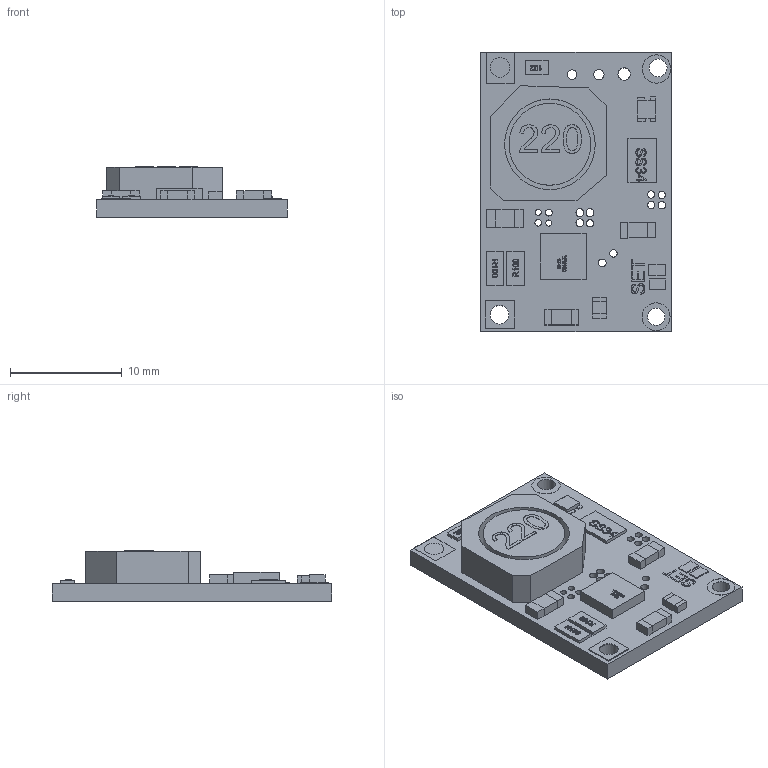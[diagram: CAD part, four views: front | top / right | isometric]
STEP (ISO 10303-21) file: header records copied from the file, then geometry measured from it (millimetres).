
FILE_DESCRIPTION(/* description */ (''),/* implementation_level */ '2;1');
FILE_NAME(/* name */ 'tp5100 v2 (step).step',/* time_stamp */ '2022-07-13T23:44:13+05:30',/* author */ (''),/* organization */ (''),/* preprocessor_version */ 'ST-DEVELOPER v19',/* originating_system */ 'Autodesk Translation Framework v11.7.0.108',/* authorisation */ '');
FILE_SCHEMA (('AUTOMOTIVE_DESIGN { 1 0 10303 214 3 1 1 }'));
Length unit declared in the file: millimetre
Products named in the file (1): tp5100
Bounding box: 17 x 25 x 4.54 mm (x, y, z)
Volume: 947.2 mm3; surface area: 1722.3 mm2
Topology: 62 solids, 62 shells, 866 faces, 2226 edges, 1484 vertices
Faces by surface type: bspline 453, plane 385, cylinder 28
Full cylindrical faces by diameter (mm): 0.532 x1, 0.544 x1, 0.602 x2, 0.639 x1, 0.652 x3, 0.667 x1, 0.671 x1, 0.707 x4, 0.854 x1, 0.922 x1, 1.1 x1, 1.553 x2, 1.603 x2, 1.668 x2, 1.75 x1, 2.496 x1, 2.53 x1, 7.321 x1, 8.108 x1
Entity records: 30486 total; most frequent: CARTESIAN_POINT 12278, ORIENTED_EDGE 4452, EDGE_CURVE 2226, DIRECTION 2204, VERTEX_POINT 1484, LINE 1264, VECTOR 1264, EDGE_LOOP 944
